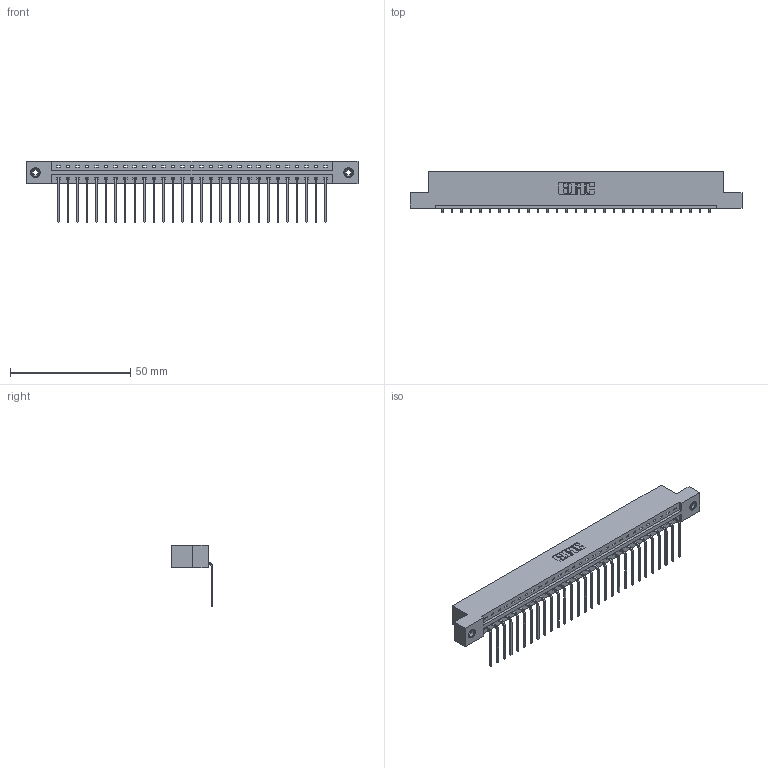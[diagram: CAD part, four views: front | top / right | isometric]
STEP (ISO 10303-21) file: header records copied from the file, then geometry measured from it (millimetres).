
FILE_DESCRIPTION (( 'STEP AP203' ), '1' );
FILE_NAME ('387-029-559-108.STEP', '2019-10-03T17:35:47', ( '' ), ( '' ), 'SwSTEP 2.0', 'SolidWorks 2016', '' );
FILE_SCHEMA (( 'CONFIG_CONTROL_DESIGN' ));
Length unit declared in the file: inch
Products named in the file (4): 345-292-001_558 559 Tail - 1; 345-250-001_345-250-003-102; 337 Part_Flush Mounting Lugs - 0.156 Dia-TI; 387-029-559-108
Assembly tree (32 placements, depth 2):
  387-029-559-108
    337 Part_Flush Mounting Lugs - 0.156 Dia-TI
    345-292-001_558 559 Tail - 1  x29
    345-250-001_345-250-003-102  x2
Bounding box: 137.92 x 17.09 x 25.53 mm (x, y, z)
Volume: 14262.1 mm3; surface area: 15288.9 mm2
Topology: 32 solids, 32 shells, 2030 faces, 6073 edges, 4002 vertices
Faces by surface type: plane 1494, cylinder 520, cone 12, torus 4
Entity records: 24508 total; most frequent: CARTESIAN_POINT 4248, ORIENTED_EDGE 4206, DIRECTION 3635, EDGE_CURVE 2103, VECTOR 1955, LINE 1955, VERTEX_POINT 1396, AXIS2_PLACEMENT_3D 840
